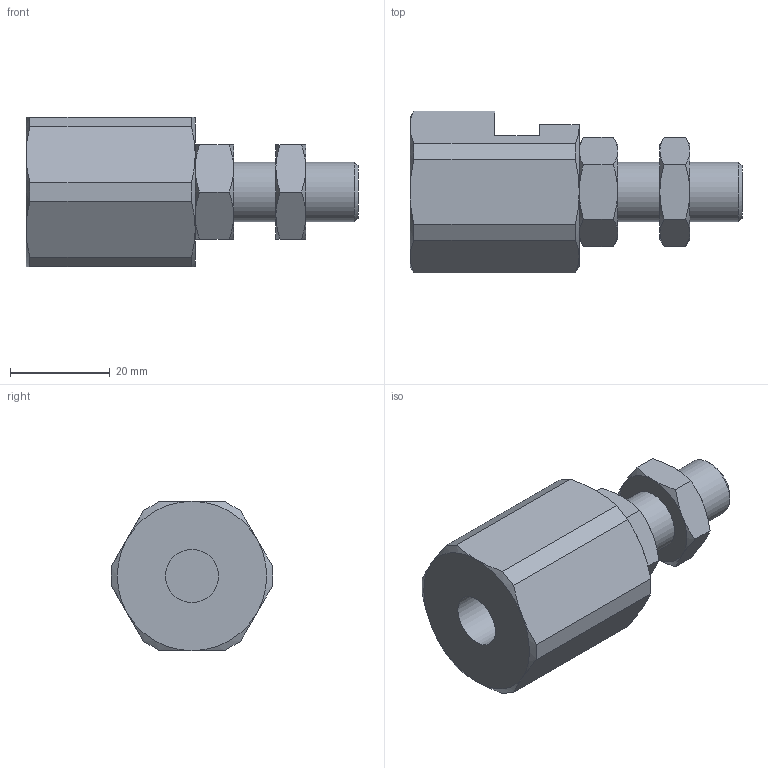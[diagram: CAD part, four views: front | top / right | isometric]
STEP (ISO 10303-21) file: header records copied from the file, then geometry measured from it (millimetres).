
FILE_DESCRIPTION( ( 'STEP AP214' ), '1' );
FILE_NAME( 'K0709.12251.stp', '2020-12-09T12:30:09', ( '' ), ( '' ), ' ', 'PARTsolutions', ' ' );
FILE_SCHEMA( ( 'AUTOMOTIVE_DESIGN { 1 0 10303 214 1 1 1 1 }' ) );
Length unit declared in the file: millimetre
Products named in the file (4): K0709.12251; _K0709.12251_kupplung; _23450-12251_klaue; _M 12 x 1,25_mutter
Assembly tree (3 placements, depth 2):
  K0709.12251
    _K0709.12251_kupplung
    _23450-12251_klaue
    _M 12 x 1,25_mutter
Bounding box: 66.7 x 32.5 x 30 mm (x, y, z)
Volume: 27642.5 mm3; surface area: 10398.8 mm2
Topology: 3 solids, 3 shells, 86 faces, 192 edges, 115 vertices
Faces by surface type: cone 40, plane 39, cylinder 7
Full cylindrical faces by diameter (mm): 10 x1, 10.647 x2, 12 x1, 18.5 x1
Entity records: 3365 total; most frequent: CARTESIAN_POINT 860, ORIENTED_EDGE 368, DIRECTION 333, EDGE_CURVE 184, AXIS2_PLACEMENT_3D 144, VERTEX_POINT 115, EDGE_LOOP 101, FACE_OUTER_BOUND 91
